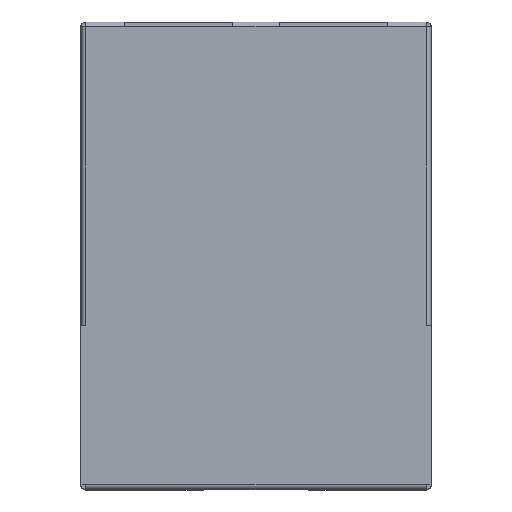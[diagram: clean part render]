
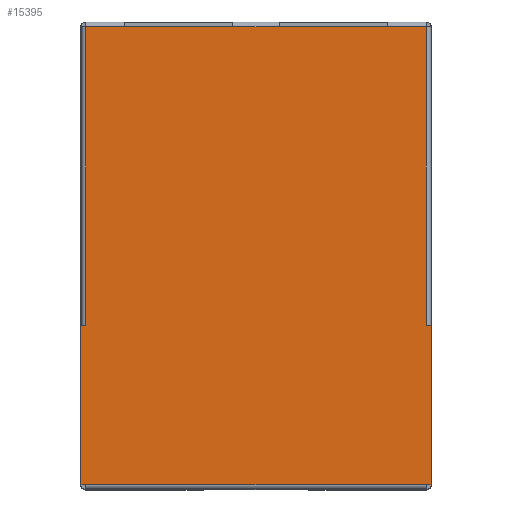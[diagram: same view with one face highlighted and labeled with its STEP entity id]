
A CAD part, top view. The second image highlights one B-rep face of the part: STEP entity #15395.
In plain terms, the highlighted planar face has unit normal (0, 0, 1).
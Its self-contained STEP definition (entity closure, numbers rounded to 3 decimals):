
#179=PLANE('',#16177);
#760=LINE('',#20691,#2002);
#766=LINE('',#20707,#2008);
#767=LINE('',#20709,#2009);
#770=LINE('',#20720,#2012);
#778=LINE('',#20740,#2020);
#789=LINE('',#20771,#2031);
#873=LINE('',#20976,#2115);
#883=LINE('',#21001,#2125);
#885=LINE('',#21004,#2127);
#917=LINE('',#21087,#2159);
#1037=LINE('',#21366,#2279);
#1048=LINE('',#21394,#2290);
#1075=LINE('',#21464,#2317);
#1080=LINE('',#21473,#2322);
#1081=LINE('',#21474,#2323);
#1082=LINE('',#21475,#2324);
#2002=VECTOR('',#17307,1000.);
#2008=VECTOR('',#17321,1000.);
#2009=VECTOR('',#17324,1000.);
#2012=VECTOR('',#17333,1000.);
#2020=VECTOR('',#17347,1000.);
#2031=VECTOR('',#17370,1000.);
#2115=VECTOR('',#17564,1000.);
#2125=VECTOR('',#17592,1000.);
#2127=VECTOR('',#17596,1000.);
#2159=VECTOR('',#17670,1000.);
#2279=VECTOR('',#17928,1000.);
#2290=VECTOR('',#17961,1000.);
#2317=VECTOR('',#18026,1000.);
#2322=VECTOR('',#18039,1000.);
#2323=VECTOR('',#18040,1000.);
#2324=VECTOR('',#18041,1000.);
#4432=ORIENTED_EDGE('',*,*,#6976,.F.);
#4433=ORIENTED_EDGE('',*,*,#6850,.T.);
#4434=ORIENTED_EDGE('',*,*,#6836,.T.);
#4435=ORIENTED_EDGE('',*,*,#6844,.T.);
#4436=ORIENTED_EDGE('',*,*,#7227,.T.);
#4437=ORIENTED_EDGE('',*,*,#6845,.T.);
#4438=ORIENTED_EDGE('',*,*,#7171,.T.);
#4439=ORIENTED_EDGE('',*,*,#7228,.T.);
#4440=ORIENTED_EDGE('',*,*,#7186,.T.);
#4441=ORIENTED_EDGE('',*,*,#6859,.F.);
#4442=ORIENTED_EDGE('',*,*,#7221,.F.);
#4443=ORIENTED_EDGE('',*,*,#7229,.F.);
#4444=ORIENTED_EDGE('',*,*,#7033,.F.);
#4445=ORIENTED_EDGE('',*,*,#6874,.T.);
#4446=ORIENTED_EDGE('',*,*,#6989,.F.);
#4447=ORIENTED_EDGE('',*,*,#6991,.F.);
#6836=EDGE_CURVE('',#8397,#8392,#760,.T.);
#6844=EDGE_CURVE('',#8392,#8402,#766,.T.);
#6845=EDGE_CURVE('',#8403,#8404,#767,.T.);
#6850=EDGE_CURVE('',#8408,#8397,#770,.T.);
#6859=EDGE_CURVE('',#8416,#8414,#778,.T.);
#6874=EDGE_CURVE('',#8431,#8430,#789,.T.);
#6976=EDGE_CURVE('',#8408,#8497,#873,.T.);
#6989=EDGE_CURVE('',#8502,#8430,#883,.T.);
#6991=EDGE_CURVE('',#8497,#8502,#885,.T.);
#7033=EDGE_CURVE('',#8431,#8533,#917,.T.);
#7171=EDGE_CURVE('',#8404,#8623,#1037,.T.);
#7186=EDGE_CURVE('',#8629,#8414,#1048,.T.);
#7221=EDGE_CURVE('',#8652,#8416,#1075,.T.);
#7227=EDGE_CURVE('',#8402,#8403,#1080,.T.);
#7228=EDGE_CURVE('',#8623,#8629,#1081,.T.);
#7229=EDGE_CURVE('',#8533,#8652,#1082,.T.);
#8392=VERTEX_POINT('',#20680);
#8397=VERTEX_POINT('',#20692);
#8402=VERTEX_POINT('',#20706);
#8403=VERTEX_POINT('',#20710);
#8404=VERTEX_POINT('',#20711);
#8408=VERTEX_POINT('',#20721);
#8414=VERTEX_POINT('',#20735);
#8416=VERTEX_POINT('',#20739);
#8430=VERTEX_POINT('',#20770);
#8431=VERTEX_POINT('',#20772);
#8497=VERTEX_POINT('',#20977);
#8502=VERTEX_POINT('',#21000);
#8533=VERTEX_POINT('',#21088);
#8623=VERTEX_POINT('',#21367);
#8629=VERTEX_POINT('',#21395);
#8652=VERTEX_POINT('',#21463);
#9697=EDGE_LOOP('',(#4432,#4433,#4434,#4435,#4436,#4437,#4438,#4439,#4440,
#4441,#4442,#4443,#4444,#4445,#4446,#4447));
#10454=FACE_BOUND('',#9697,.T.);
#15395=ADVANCED_FACE('',(#10454),#179,.T.);
#16177=AXIS2_PLACEMENT_3D('',#21472,#18037,#18038);
#17307=DIRECTION('',(-1.,0.,0.));
#17321=DIRECTION('',(-1.,0.,0.));
#17324=DIRECTION('',(-1.,0.,0.));
#17333=DIRECTION('',(-1.,0.,0.));
#17347=DIRECTION('',(0.,1.,0.));
#17370=DIRECTION('',(0.,1.,0.));
#17564=DIRECTION('',(0.,-1.,0.));
#17592=DIRECTION('',(1.,0.,0.));
#17596=DIRECTION('',(0.,-1.,0.));
#17670=DIRECTION('',(-1.,0.,0.));
#17928=DIRECTION('',(0.,-1.,0.));
#17961=DIRECTION('',(-1.,0.,0.));
#18026=DIRECTION('',(-1.,0.,0.));
#18037=DIRECTION('',(0.,0.,1.));
#18038=DIRECTION('',(0.,-1.,0.));
#18039=DIRECTION('',(-1.,0.,0.));
#18040=DIRECTION('',(0.,-1.,0.));
#18041=DIRECTION('',(-1.,0.,0.));
#20680=CARTESIAN_POINT('',(1.05,10.39,6.65));
#20691=CARTESIAN_POINT('',(5.95,10.39,6.65));
#20692=CARTESIAN_POINT('',(5.95,10.39,6.65));
#20706=CARTESIAN_POINT('',(-1.05,10.39,6.65));
#20707=CARTESIAN_POINT('',(7.94,10.39,6.65));
#20709=CARTESIAN_POINT('',(7.94,10.39,6.65));
#20710=CARTESIAN_POINT('',(-5.95,10.39,6.65));
#20711=CARTESIAN_POINT('',(-7.73,10.39,6.65));
#20720=CARTESIAN_POINT('',(7.94,10.39,6.65));
#20721=CARTESIAN_POINT('',(7.73,10.39,6.65));
#20735=CARTESIAN_POINT('',(-7.94,-3.17,6.65));
#20739=CARTESIAN_POINT('',(-7.94,-10.39,6.65));
#20740=CARTESIAN_POINT('',(-7.94,-10.39,6.65));
#20770=CARTESIAN_POINT('',(7.94,-3.17,6.65));
#20771=CARTESIAN_POINT('',(7.94,-10.39,6.65));
#20772=CARTESIAN_POINT('',(7.94,-10.39,6.65));
#20976=CARTESIAN_POINT('',(7.73,-3.17,6.65));
#20977=CARTESIAN_POINT('',(7.73,-3.16,6.65));
#21000=CARTESIAN_POINT('',(7.73,-3.17,6.65));
#21001=CARTESIAN_POINT('',(7.94,-3.17,6.65));
#21004=CARTESIAN_POINT('',(7.73,-3.17,6.65));
#21087=CARTESIAN_POINT('',(7.94,-10.39,6.65));
#21088=CARTESIAN_POINT('',(7.73,-10.39,6.65));
#21366=CARTESIAN_POINT('',(-7.73,-3.17,6.65));
#21367=CARTESIAN_POINT('',(-7.73,-3.16,6.65));
#21394=CARTESIAN_POINT('',(-7.94,-3.17,6.65));
#21395=CARTESIAN_POINT('',(-7.73,-3.17,6.65));
#21463=CARTESIAN_POINT('',(-7.73,-10.39,6.65));
#21464=CARTESIAN_POINT('',(7.94,-10.39,6.65));
#21472=CARTESIAN_POINT('',(7.94,-10.39,6.65));
#21473=CARTESIAN_POINT('',(-1.05,10.39,6.65));
#21474=CARTESIAN_POINT('',(-7.73,-3.17,6.65));
#21475=CARTESIAN_POINT('',(7.94,-10.39,6.65));
